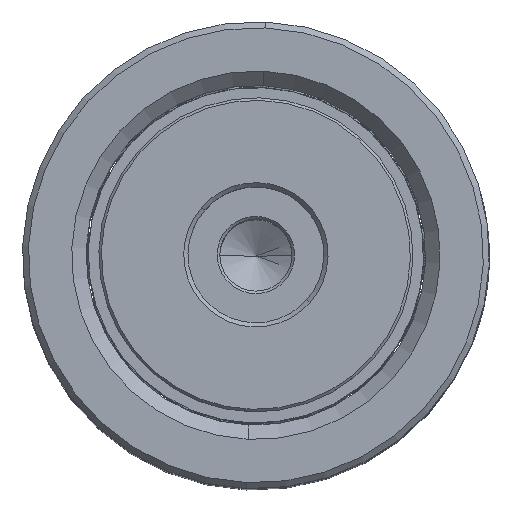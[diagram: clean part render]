
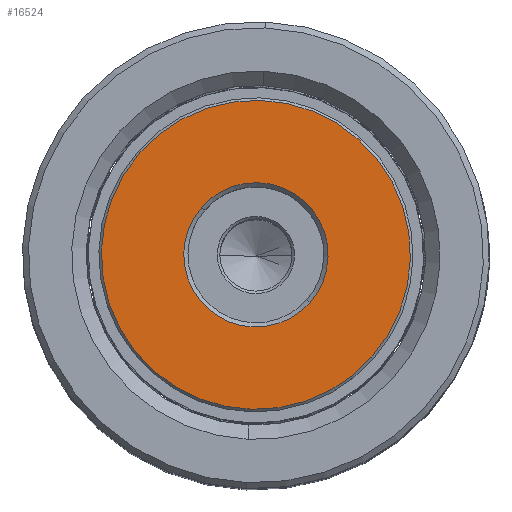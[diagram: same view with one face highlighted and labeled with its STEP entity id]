
A CAD part, top view. The second image highlights one B-rep face of the part: STEP entity #16524.
In plain terms, the highlighted face is planar.
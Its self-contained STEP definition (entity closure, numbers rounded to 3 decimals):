
#1104 = CARTESIAN_POINT ( 'NONE',  ( 0., 0., 0. ) ) ;
#4032 = CIRCLE ( 'NONE', #9955, 8.5 ) ;
#4549 = PLANE ( 'NONE',  #22583 ) ;
#6070 = CARTESIAN_POINT ( 'NONE',  ( 0., 0., 0. ) ) ;
#6775 = CIRCLE ( 'NONE', #29162, 8.5 ) ;
#9927 = DIRECTION ( 'NONE',  ( 1., 0., 0. ) ) ;
#9955 = AXIS2_PLACEMENT_3D ( 'NONE', #10902, #36121, #11051 ) ;
#10902 = CARTESIAN_POINT ( 'NONE',  ( 0., 0., 0. ) ) ;
#11051 = DIRECTION ( 'NONE',  ( 1., 0., 0. ) ) ;
#12323 = AXIS2_PLACEMENT_3D ( 'NONE', #42895, #17492, #9927 ) ;
#12990 = EDGE_CURVE ( 'NONE', #26627, #17932, #14767, .T. ) ;
#13269 = FACE_BOUND ( 'NONE', #24105, .T. ) ;
#14767 = CIRCLE ( 'NONE', #12323, 18.2 ) ;
#15334 = VERTEX_POINT ( 'NONE', #44386 ) ;
#16524 = ADVANCED_FACE ( 'NONE', ( #32450, #13269 ), #4549, .F. ) ;
#16983 = CIRCLE ( 'NONE', #40737, 18.2 ) ;
#17492 = DIRECTION ( 'NONE',  ( 0., 0., -1. ) ) ;
#17932 = VERTEX_POINT ( 'NONE', #28088 ) ;
#18072 = CARTESIAN_POINT ( 'NONE',  ( -8.5, 0., 0. ) ) ;
#19601 = ORIENTED_EDGE ( 'NONE', *, *, #45221, .T. ) ;
#21412 = VERTEX_POINT ( 'NONE', #18072 ) ;
#22583 = AXIS2_PLACEMENT_3D ( 'NONE', #29859, #36620, #29389 ) ;
#24105 = EDGE_LOOP ( 'NONE', ( #19601, #24166 ) ) ;
#24166 = ORIENTED_EDGE ( 'NONE', *, *, #28605, .T. ) ;
#24237 = DIRECTION ( 'NONE',  ( 1., 0., 0. ) ) ;
#25594 = CARTESIAN_POINT ( 'NONE',  ( 18.2, 0., 0. ) ) ;
#26627 = VERTEX_POINT ( 'NONE', #25594 ) ;
#27386 = DIRECTION ( 'NONE',  ( 0., 0., 1. ) ) ;
#27595 = ORIENTED_EDGE ( 'NONE', *, *, #12990, .T. ) ;
#28088 = CARTESIAN_POINT ( 'NONE',  ( -18.2, 0., 0. ) ) ;
#28170 = EDGE_CURVE ( 'NONE', #17932, #26627, #16983, .T. ) ;
#28605 = EDGE_CURVE ( 'NONE', #15334, #21412, #4032, .T. ) ;
#29162 = AXIS2_PLACEMENT_3D ( 'NONE', #6070, #27386, #24237 ) ;
#29333 = EDGE_LOOP ( 'NONE', ( #27595, #45107 ) ) ;
#29389 = DIRECTION ( 'NONE',  ( 1., 0., 0. ) ) ;
#29859 = CARTESIAN_POINT ( 'NONE',  ( 0., 0., 0. ) ) ;
#32450 = FACE_OUTER_BOUND ( 'NONE', #29333, .T. ) ;
#33935 = DIRECTION ( 'NONE',  ( 1., 0., 0. ) ) ;
#36121 = DIRECTION ( 'NONE',  ( 0., 0., 1. ) ) ;
#36620 = DIRECTION ( 'NONE',  ( 0., 0., 1. ) ) ;
#40737 = AXIS2_PLACEMENT_3D ( 'NONE', #1104, #45015, #33935 ) ;
#42895 = CARTESIAN_POINT ( 'NONE',  ( 0., 0., 0. ) ) ;
#44386 = CARTESIAN_POINT ( 'NONE',  ( 8.5, 0., 0. ) ) ;
#45015 = DIRECTION ( 'NONE',  ( 0., 0., -1. ) ) ;
#45107 = ORIENTED_EDGE ( 'NONE', *, *, #28170, .T. ) ;
#45221 = EDGE_CURVE ( 'NONE', #21412, #15334, #6775, .T. ) ;
